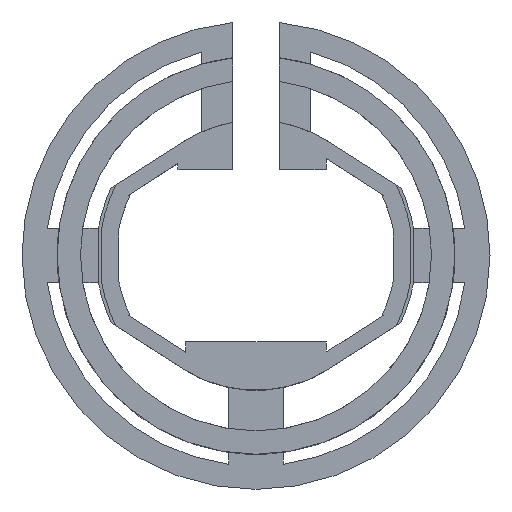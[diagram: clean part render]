
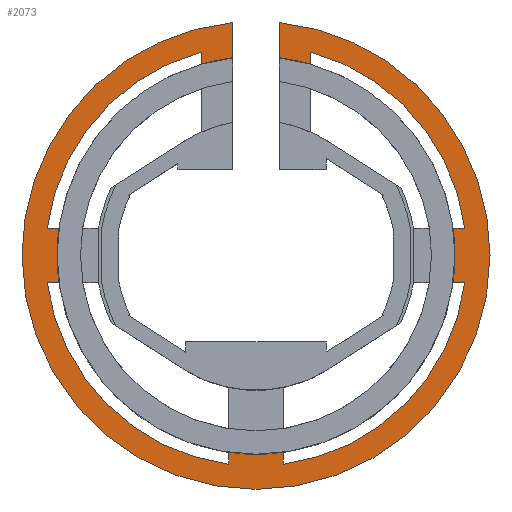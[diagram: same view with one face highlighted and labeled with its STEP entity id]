
A CAD part, top view. The second image highlights one B-rep face of the part: STEP entity #2073.
In plain terms, the highlighted free-form (B-spline) face has degree [1, 1] with [2, 2] control points.
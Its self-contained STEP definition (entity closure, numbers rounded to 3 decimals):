
#62=B_SPLINE_SURFACE_WITH_KNOTS('',1,1,((#3542,#3543),(#3544,#3545)),
 .PLANE_SURF.,.F.,.F.,.F.,(2,2),(2,2),(0.042,0.959),
(0.045,0.958),.PIECEWISE_BEZIER_KNOTS.);
#226=LINE('',#3315,#441);
#227=LINE('',#3320,#442);
#252=LINE('',#3441,#467);
#254=LINE('',#3448,#469);
#257=LINE('',#3466,#472);
#259=LINE('',#3482,#474);
#262=LINE('',#3500,#477);
#264=LINE('',#3507,#479);
#267=LINE('',#3525,#482);
#268=LINE('',#3530,#483);
#441=VECTOR('',#2496,1000.);
#442=VECTOR('',#2497,1000.);
#467=VECTOR('',#2532,1000.);
#469=VECTOR('',#2534,1000.);
#472=VECTOR('',#2539,1000.);
#474=VECTOR('',#2543,1000.);
#477=VECTOR('',#2548,1000.);
#479=VECTOR('',#2550,1000.);
#482=VECTOR('',#2555,1000.);
#483=VECTOR('',#2556,1000.);
#998=ORIENTED_EDGE('',*,*,#1406,.T.);
#999=ORIENTED_EDGE('',*,*,#1420,.T.);
#1000=ORIENTED_EDGE('',*,*,#1367,.T.);
#1001=ORIENTED_EDGE('',*,*,#1404,.F.);
#1002=ORIENTED_EDGE('',*,*,#1176,.F.);
#1003=ORIENTED_EDGE('',*,*,#1172,.F.);
#1004=ORIENTED_EDGE('',*,*,#1366,.F.);
#1005=ORIENTED_EDGE('',*,*,#1159,.T.);
#1006=ORIENTED_EDGE('',*,*,#1403,.F.);
#1007=ORIENTED_EDGE('',*,*,#1401,.T.);
#1008=ORIENTED_EDGE('',*,*,#1399,.F.);
#1009=ORIENTED_EDGE('',*,*,#1155,.T.);
#1010=ORIENTED_EDGE('',*,*,#1171,.T.);
#1011=ORIENTED_EDGE('',*,*,#1397,.T.);
#1012=ORIENTED_EDGE('',*,*,#1419,.T.);
#1013=ORIENTED_EDGE('',*,*,#1417,.F.);
#1014=ORIENTED_EDGE('',*,*,#1167,.T.);
#1015=ORIENTED_EDGE('',*,*,#1416,.T.);
#1016=ORIENTED_EDGE('',*,*,#1414,.T.);
#1017=ORIENTED_EDGE('',*,*,#1412,.F.);
#1018=ORIENTED_EDGE('',*,*,#1163,.T.);
#1019=ORIENTED_EDGE('',*,*,#1421,.T.);
#1020=ORIENTED_EDGE('',*,*,#1410,.T.);
#1021=ORIENTED_EDGE('',*,*,#1408,.T.);
#1155=EDGE_CURVE('',#1466,#1465,#1662,.T.);
#1159=EDGE_CURVE('',#1470,#1469,#1664,.T.);
#1163=EDGE_CURVE('',#1473,#1472,#1666,.T.);
#1167=EDGE_CURVE('',#1477,#1476,#1668,.T.);
#1171=EDGE_CURVE('',#1465,#1480,#1670,.T.);
#1172=EDGE_CURVE('',#1481,#1482,#1671,.T.);
#1176=EDGE_CURVE('',#1482,#1485,#1673,.T.);
#1366=EDGE_CURVE('',#1470,#1481,#226,.T.);
#1367=EDGE_CURVE('',#1616,#1617,#227,.T.);
#1397=EDGE_CURVE('',#1480,#1631,#252,.T.);
#1399=EDGE_CURVE('',#1466,#1632,#254,.T.);
#1401=EDGE_CURVE('',#1633,#1632,#1732,.T.);
#1403=EDGE_CURVE('',#1633,#1469,#257,.T.);
#1404=EDGE_CURVE('',#1485,#1617,#1733,.T.);
#1406=EDGE_CURVE('',#1635,#1634,#259,.T.);
#1408=EDGE_CURVE('',#1636,#1635,#1734,.T.);
#1410=EDGE_CURVE('',#1637,#1636,#262,.T.);
#1412=EDGE_CURVE('',#1473,#1638,#264,.T.);
#1414=EDGE_CURVE('',#1639,#1638,#1735,.T.);
#1416=EDGE_CURVE('',#1476,#1639,#267,.T.);
#1417=EDGE_CURVE('',#1477,#1640,#268,.T.);
#1419=EDGE_CURVE('',#1631,#1640,#1736,.T.);
#1420=EDGE_CURVE('',#1634,#1616,#1737,.T.);
#1421=EDGE_CURVE('',#1472,#1637,#1738,.T.);
#1465=VERTEX_POINT('',#2658);
#1466=VERTEX_POINT('',#2660);
#1469=VERTEX_POINT('',#2666);
#1470=VERTEX_POINT('',#2668);
#1472=VERTEX_POINT('',#2682);
#1473=VERTEX_POINT('',#2684);
#1476=VERTEX_POINT('',#2690);
#1477=VERTEX_POINT('',#2692);
#1480=VERTEX_POINT('',#2698);
#1481=VERTEX_POINT('',#2709);
#1482=VERTEX_POINT('',#2710);
#1485=VERTEX_POINT('',#2726);
#1616=VERTEX_POINT('',#3321);
#1617=VERTEX_POINT('',#3322);
#1631=VERTEX_POINT('',#3442);
#1632=VERTEX_POINT('',#3449);
#1633=VERTEX_POINT('',#3460);
#1634=VERTEX_POINT('',#3481);
#1635=VERTEX_POINT('',#3483);
#1636=VERTEX_POINT('',#3494);
#1637=VERTEX_POINT('',#3501);
#1638=VERTEX_POINT('',#3508);
#1639=VERTEX_POINT('',#3519);
#1640=VERTEX_POINT('',#3531);
#1662=CIRCLE('',#2113,12.75);
#1664=CIRCLE('',#2115,12.75);
#1666=CIRCLE('',#2117,12.75);
#1668=CIRCLE('',#2119,12.75);
#1670=CIRCLE('',#2121,12.75);
#1671=CIRCLE('',#2122,15.);
#1673=CIRCLE('',#2124,15.);
#1732=CIRCLE('',#2183,13.5);
#1733=CIRCLE('',#2184,15.);
#1734=CIRCLE('',#2185,13.5);
#1735=CIRCLE('',#2186,13.5);
#1736=CIRCLE('',#2187,13.5);
#1737=CIRCLE('',#2188,12.75);
#1738=CIRCLE('',#2189,12.75);
#1832=EDGE_LOOP('',(#998,#999,#1000,#1001,#1002,#1003,#1004,#1005,#1006,
#1007,#1008,#1009,#1010,#1011,#1012,#1013,#1014,#1015,#1016,#1017,#1018,
#1019,#1020,#1021));
#1939=FACE_BOUND('',#1832,.T.);
#2073=ADVANCED_FACE('',(#1939),#62,.F.);
#2113=AXIS2_PLACEMENT_3D('',#2659,#2223,#2224);
#2115=AXIS2_PLACEMENT_3D('',#2667,#2229,#2230);
#2117=AXIS2_PLACEMENT_3D('',#2683,#2234,#2235);
#2119=AXIS2_PLACEMENT_3D('',#2691,#2240,#2241);
#2121=AXIS2_PLACEMENT_3D('',#2699,#2246,#2247);
#2122=AXIS2_PLACEMENT_3D('',#2708,#2248,#2249);
#2124=AXIS2_PLACEMENT_3D('',#2725,#2253,#2254);
#2183=AXIS2_PLACEMENT_3D('',#3459,#2536,#2537);
#2184=AXIS2_PLACEMENT_3D('',#3475,#2540,#2541);
#2185=AXIS2_PLACEMENT_3D('',#3493,#2545,#2546);
#2186=AXIS2_PLACEMENT_3D('',#3518,#2552,#2553);
#2187=AXIS2_PLACEMENT_3D('',#3541,#2558,#2559);
#2188=AXIS2_PLACEMENT_3D('',#3546,#2560,#2561);
#2189=AXIS2_PLACEMENT_3D('',#3547,#2562,#2563);
#2223=DIRECTION('',(0.,0.,-1.));
#2224=DIRECTION('',(-1.,0.,0.));
#2229=DIRECTION('',(0.,0.,-1.));
#2230=DIRECTION('',(-1.,0.,0.));
#2234=DIRECTION('',(0.,0.,-1.));
#2235=DIRECTION('',(-1.,0.,0.));
#2240=DIRECTION('',(0.,0.,-1.));
#2241=DIRECTION('',(-1.,0.,0.));
#2246=DIRECTION('',(0.,0.,-1.));
#2247=DIRECTION('',(-1.,0.,0.));
#2248=DIRECTION('',(0.,0.,-1.));
#2249=DIRECTION('',(-1.,0.,0.));
#2253=DIRECTION('',(0.,0.,-1.));
#2254=DIRECTION('',(-1.,0.,0.));
#2496=DIRECTION('',(0.,1.,0.));
#2497=DIRECTION('',(0.,1.,0.));
#2532=DIRECTION('',(1.,0.,0.));
#2534=DIRECTION('',(1.,0.,0.));
#2536=DIRECTION('',(0.,0.,-1.));
#2537=DIRECTION('',(-1.,0.,0.));
#2539=DIRECTION('',(0.,-1.,0.));
#2540=DIRECTION('',(0.,0.,-1.));
#2541=DIRECTION('',(-1.,0.,0.));
#2543=DIRECTION('',(0.,-1.,0.));
#2545=DIRECTION('',(0.,0.,-1.));
#2546=DIRECTION('',(-1.,0.,0.));
#2548=DIRECTION('',(-1.,0.,0.));
#2550=DIRECTION('',(-1.,0.,0.));
#2552=DIRECTION('',(0.,0.,-1.));
#2553=DIRECTION('',(-1.,0.,0.));
#2555=DIRECTION('',(0.,-1.,0.));
#2556=DIRECTION('',(0.,-1.,0.));
#2558=DIRECTION('',(0.,0.,-1.));
#2559=DIRECTION('',(-1.,0.,0.));
#2560=DIRECTION('',(0.,0.,-1.));
#2561=DIRECTION('',(-1.,0.,0.));
#2562=DIRECTION('',(0.,0.,-1.));
#2563=DIRECTION('',(-1.,0.,0.));
#2658=CARTESIAN_POINT('',(62.65,0.,-2.49));
#2659=CARTESIAN_POINT('',(49.9,0.,-2.49));
#2660=CARTESIAN_POINT('',(62.53,1.747,-2.49));
#2666=CARTESIAN_POINT('',(53.4,12.26,-2.49));
#2667=CARTESIAN_POINT('',(49.9,0.,-2.49));
#2668=CARTESIAN_POINT('',(51.4,12.661,-2.49));
#2682=CARTESIAN_POINT('',(37.15,0.,-2.49));
#2683=CARTESIAN_POINT('',(49.9,0.,-2.49));
#2684=CARTESIAN_POINT('',(37.27,-1.747,-2.49));
#2690=CARTESIAN_POINT('',(48.153,-12.63,-2.49));
#2691=CARTESIAN_POINT('',(49.9,0.,-2.49));
#2692=CARTESIAN_POINT('',(51.647,-12.63,-2.49));
#2698=CARTESIAN_POINT('',(62.53,-1.747,-2.49));
#2699=CARTESIAN_POINT('',(49.9,0.,-2.49));
#2708=CARTESIAN_POINT('',(49.9,0.,-2.49));
#2709=CARTESIAN_POINT('',(51.4,14.925,-2.49));
#2710=CARTESIAN_POINT('',(64.9,0.,-2.49));
#2725=CARTESIAN_POINT('',(49.9,0.,-2.49));
#2726=CARTESIAN_POINT('',(34.9,0.,-2.49));
#3315=CARTESIAN_POINT('',(51.4,9.834,-2.49));
#3320=CARTESIAN_POINT('',(48.4,14.171,-2.49));
#3321=CARTESIAN_POINT('',(48.4,12.661,-2.49));
#3322=CARTESIAN_POINT('',(48.4,14.925,-2.49));
#3441=CARTESIAN_POINT('',(60.507,-1.747,-2.49));
#3442=CARTESIAN_POINT('',(63.286,-1.747,-2.49));
#3448=CARTESIAN_POINT('',(60.507,1.747,-2.49));
#3449=CARTESIAN_POINT('',(63.286,1.747,-2.49));
#3459=CARTESIAN_POINT('',(49.9,0.,-2.49));
#3460=CARTESIAN_POINT('',(53.4,13.038,-2.49));
#3466=CARTESIAN_POINT('',(53.4,9.301,-2.49));
#3475=CARTESIAN_POINT('',(49.9,0.,-2.49));
#3481=CARTESIAN_POINT('',(46.4,12.26,-2.49));
#3482=CARTESIAN_POINT('',(46.4,12.649,-2.49));
#3483=CARTESIAN_POINT('',(46.4,13.038,-2.49));
#3493=CARTESIAN_POINT('',(49.9,0.,-2.49));
#3494=CARTESIAN_POINT('',(36.514,1.747,-2.49));
#3500=CARTESIAN_POINT('',(39.293,1.747,-2.49));
#3501=CARTESIAN_POINT('',(37.27,1.747,-2.49));
#3507=CARTESIAN_POINT('',(39.293,-1.747,-2.49));
#3508=CARTESIAN_POINT('',(36.514,-1.747,-2.49));
#3518=CARTESIAN_POINT('',(49.9,0.,-2.49));
#3519=CARTESIAN_POINT('',(48.153,-13.386,-2.49));
#3525=CARTESIAN_POINT('',(48.153,-9.793,-2.49));
#3530=CARTESIAN_POINT('',(51.647,-9.793,-2.49));
#3531=CARTESIAN_POINT('',(51.647,-13.386,-2.49));
#3541=CARTESIAN_POINT('',(49.9,0.,-2.49));
#3542=CARTESIAN_POINT('',(34.611,15.105,-2.49));
#3543=CARTESIAN_POINT('',(34.611,-15.306,-2.49));
#3544=CARTESIAN_POINT('',(65.212,15.105,-2.49));
#3545=CARTESIAN_POINT('',(65.212,-15.306,-2.49));
#3546=CARTESIAN_POINT('',(49.9,0.,-2.49));
#3547=CARTESIAN_POINT('',(49.9,0.,-2.49));
